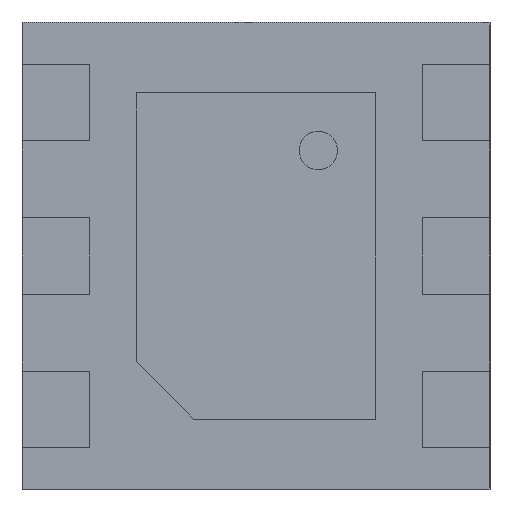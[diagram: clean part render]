
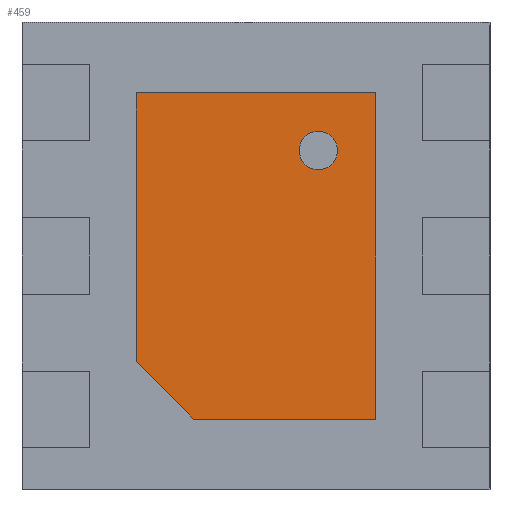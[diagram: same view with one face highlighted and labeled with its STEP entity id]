
A CAD part, front view. The second image highlights one B-rep face of the part: STEP entity #459.
In plain terms, the highlighted planar face has unit normal (0, -1, 0).
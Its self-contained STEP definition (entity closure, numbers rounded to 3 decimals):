
#13 = VERTEX_POINT ( 'NONE', #2244 ) ;
#65 = LINE ( 'NONE', #1267, #2890 ) ;
#103 = VECTOR ( 'NONE', #2871, 1000. ) ;
#155 = EDGE_CURVE ( 'NONE', #13, #4247, #3411, .T. ) ;
#159 = DIRECTION ( 'NONE',  ( 0., 0., -1. ) ) ;
#223 = LINE ( 'NONE', #2091, #103 ) ;
#250 = AXIS2_PLACEMENT_3D ( 'NONE', #2502, #4035, #1747 ) ;
#361 = EDGE_CURVE ( 'NONE', #439, #3244, #527, .T. ) ;
#439 = VERTEX_POINT ( 'NONE', #4771 ) ;
#459 = ADVANCED_FACE ( 'NONE', ( #3004, #4892 ), #1359, .T. ) ;
#527 = LINE ( 'NONE', #3967, #1301 ) ;
#628 = DIRECTION ( 'NONE',  ( 0., -1., 0. ) ) ;
#807 = EDGE_CURVE ( 'NONE', #3244, #4782, #1770, .T. ) ;
#866 = CARTESIAN_POINT ( 'NONE',  ( -0.625, 0., 0.85 ) ) ;
#877 = VECTOR ( 'NONE', #4619, 1000. ) ;
#1099 = CARTESIAN_POINT ( 'NONE',  ( -0.625, 0., -0.55 ) ) ;
#1100 = EDGE_CURVE ( 'NONE', #4247, #13, #3150, .T. ) ;
#1107 = EDGE_LOOP ( 'NONE', ( #1520, #1261, #4790, #4820, #3544 ) ) ;
#1261 = ORIENTED_EDGE ( 'NONE', *, *, #361, .F. ) ;
#1267 = CARTESIAN_POINT ( 'NONE',  ( -0.625, 0., -0.55 ) ) ;
#1301 = VECTOR ( 'NONE', #159, 1000. ) ;
#1359 = PLANE ( 'NONE',  #250 ) ;
#1520 = ORIENTED_EDGE ( 'NONE', *, *, #807, .F. ) ;
#1747 = DIRECTION ( 'NONE',  ( 0., 0., -1. ) ) ;
#1770 = LINE ( 'NONE', #1943, #877 ) ;
#1795 = LINE ( 'NONE', #1099, #3718 ) ;
#1940 = DIRECTION ( 'NONE',  ( 0., -1., 0. ) ) ;
#1943 = CARTESIAN_POINT ( 'NONE',  ( -0.325, 0., -0.85 ) ) ;
#2091 = CARTESIAN_POINT ( 'NONE',  ( -0.625, 0., 0.85 ) ) ;
#2193 = VERTEX_POINT ( 'NONE', #3339 ) ;
#2225 = ORIENTED_EDGE ( 'NONE', *, *, #1100, .F. ) ;
#2244 = CARTESIAN_POINT ( 'NONE',  ( 0.325, 0., 0.65 ) ) ;
#2363 = AXIS2_PLACEMENT_3D ( 'NONE', #2937, #628, #3315 ) ;
#2502 = CARTESIAN_POINT ( 'NONE',  ( 0., 0., 0. ) ) ;
#2568 = EDGE_CURVE ( 'NONE', #2193, #3076, #65, .T. ) ;
#2590 = ORIENTED_EDGE ( 'NONE', *, *, #155, .F. ) ;
#2835 = EDGE_CURVE ( 'NONE', #4782, #2193, #1795, .T. ) ;
#2871 = DIRECTION ( 'NONE',  ( 1., 0., 0. ) ) ;
#2890 = VECTOR ( 'NONE', #3577, 1000. ) ;
#2937 = CARTESIAN_POINT ( 'NONE',  ( 0.325, 0., 0.55 ) ) ;
#3004 = FACE_BOUND ( 'NONE', #3681, .T. ) ;
#3076 = VERTEX_POINT ( 'NONE', #866 ) ;
#3150 = CIRCLE ( 'NONE', #2363, 0.1 ) ;
#3244 = VERTEX_POINT ( 'NONE', #4017 ) ;
#3315 = DIRECTION ( 'NONE',  ( 0., 0., -1. ) ) ;
#3339 = CARTESIAN_POINT ( 'NONE',  ( -0.625, 0., -0.55 ) ) ;
#3411 = CIRCLE ( 'NONE', #3772, 0.1 ) ;
#3544 = ORIENTED_EDGE ( 'NONE', *, *, #2835, .F. ) ;
#3577 = DIRECTION ( 'NONE',  ( 0., 0., 1. ) ) ;
#3681 = EDGE_LOOP ( 'NONE', ( #2225, #2590 ) ) ;
#3718 = VECTOR ( 'NONE', #3776, 1000. ) ;
#3772 = AXIS2_PLACEMENT_3D ( 'NONE', #4235, #1940, #4617 ) ;
#3776 = DIRECTION ( 'NONE',  ( -0.707, 0., 0.707 ) ) ;
#3946 = CARTESIAN_POINT ( 'NONE',  ( -0.325, 0., -0.85 ) ) ;
#3967 = CARTESIAN_POINT ( 'NONE',  ( 0.625, 0., -0.85 ) ) ;
#4017 = CARTESIAN_POINT ( 'NONE',  ( 0.625, 0., -0.85 ) ) ;
#4035 = DIRECTION ( 'NONE',  ( 0., -1., 0. ) ) ;
#4235 = CARTESIAN_POINT ( 'NONE',  ( 0.325, 0., 0.55 ) ) ;
#4247 = VERTEX_POINT ( 'NONE', #4706 ) ;
#4329 = EDGE_CURVE ( 'NONE', #3076, #439, #223, .T. ) ;
#4617 = DIRECTION ( 'NONE',  ( 0., 0., -1. ) ) ;
#4619 = DIRECTION ( 'NONE',  ( -1., 0., 0. ) ) ;
#4706 = CARTESIAN_POINT ( 'NONE',  ( 0.325, 0., 0.45 ) ) ;
#4771 = CARTESIAN_POINT ( 'NONE',  ( 0.625, 0., 0.85 ) ) ;
#4782 = VERTEX_POINT ( 'NONE', #3946 ) ;
#4790 = ORIENTED_EDGE ( 'NONE', *, *, #4329, .F. ) ;
#4820 = ORIENTED_EDGE ( 'NONE', *, *, #2568, .F. ) ;
#4892 = FACE_OUTER_BOUND ( 'NONE', #1107, .T. ) ;
